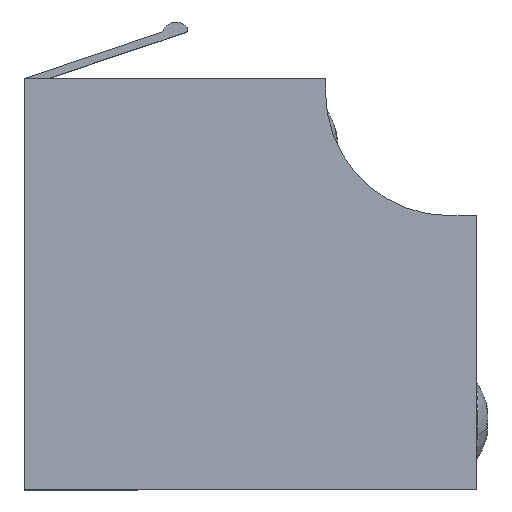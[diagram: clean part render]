
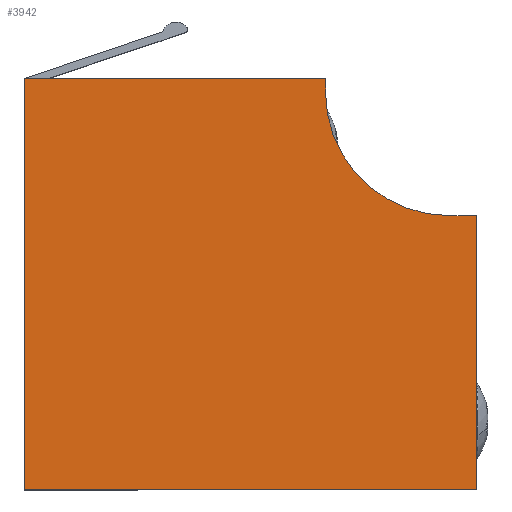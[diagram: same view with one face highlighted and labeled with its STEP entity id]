
A CAD part, top view. The second image highlights one B-rep face of the part: STEP entity #3942.
In plain terms, the highlighted planar face has unit normal (0, 0, 1).
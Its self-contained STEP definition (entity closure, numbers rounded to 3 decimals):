
#50 = ORIENTED_EDGE ( 'NONE', *, *, #2173, .T. ) ;
#79 = EDGE_CURVE ( 'NONE', #1576, #4223, #4361, .T. ) ;
#172 = CARTESIAN_POINT ( 'NONE',  ( -58.485, 58.562, 15. ) ) ;
#346 = AXIS2_PLACEMENT_3D ( 'NONE', #2784, #3811, #3826 ) ;
#405 = CARTESIAN_POINT ( 'NONE',  ( -56.485, 58.562, 15. ) ) ;
#549 = EDGE_CURVE ( 'NONE', #4078, #1576, #731, .T. ) ;
#567 = VECTOR ( 'NONE', #742, 1000. ) ;
#731 = LINE ( 'NONE', #1781, #4411 ) ;
#742 = DIRECTION ( 'NONE',  ( -1., 0., 0. ) ) ;
#788 = VECTOR ( 'NONE', #1999, 1000. ) ;
#804 = EDGE_CURVE ( 'NONE', #2050, #4466, #948, .T. ) ;
#891 = DIRECTION ( 'NONE',  ( 0., -1., 0. ) ) ;
#948 = LINE ( 'NONE', #981, #1788 ) ;
#981 = CARTESIAN_POINT ( 'NONE',  ( -67.485, 67.562, 15. ) ) ;
#1003 = CARTESIAN_POINT ( 'NONE',  ( -67.485, 68.562, 15. ) ) ;
#1007 = DIRECTION ( 'NONE',  ( 0., 0., -1. ) ) ;
#1085 = ORIENTED_EDGE ( 'NONE', *, *, #549, .T. ) ;
#1373 = PLANE ( 'NONE',  #2022 ) ;
#1395 = LINE ( 'NONE', #3781, #3664 ) ;
#1438 = VERTEX_POINT ( 'NONE', #172 ) ;
#1510 = CIRCLE ( 'NONE', #346, 9. ) ;
#1537 = CARTESIAN_POINT ( 'NONE',  ( -67.485, 67.562, 15. ) ) ;
#1576 = VERTEX_POINT ( 'NONE', #1672 ) ;
#1672 = CARTESIAN_POINT ( 'NONE',  ( -56.485, 38.562, 15. ) ) ;
#1781 = CARTESIAN_POINT ( 'NONE',  ( -89.485, 38.562, 15. ) ) ;
#1788 = VECTOR ( 'NONE', #4189, 1000. ) ;
#1906 = CARTESIAN_POINT ( 'NONE',  ( -56.485, 58.562, 15. ) ) ;
#1987 = CARTESIAN_POINT ( 'NONE',  ( -56.485, 38.562, 15. ) ) ;
#1999 = DIRECTION ( 'NONE',  ( 0., 1., 0. ) ) ;
#2022 = AXIS2_PLACEMENT_3D ( 'NONE', #3875, #1007, #3552 ) ;
#2047 = ORIENTED_EDGE ( 'NONE', *, *, #79, .T. ) ;
#2050 = VERTEX_POINT ( 'NONE', #1537 ) ;
#2106 = EDGE_LOOP ( 'NONE', ( #2325, #3910, #1085, #2047, #2707, #50, #4364 ) ) ;
#2173 = EDGE_CURVE ( 'NONE', #1438, #2050, #1510, .T. ) ;
#2325 = ORIENTED_EDGE ( 'NONE', *, *, #3888, .T. ) ;
#2649 = VECTOR ( 'NONE', #891, 1000. ) ;
#2707 = ORIENTED_EDGE ( 'NONE', *, *, #2965, .T. ) ;
#2739 = DIRECTION ( 'NONE',  ( -1., 0., 0. ) ) ;
#2784 = CARTESIAN_POINT ( 'NONE',  ( -58.485, 67.562, 15. ) ) ;
#2795 = CARTESIAN_POINT ( 'NONE',  ( -89.485, 68.562, 15. ) ) ;
#2884 = VERTEX_POINT ( 'NONE', #2795 ) ;
#2892 = CARTESIAN_POINT ( 'NONE',  ( -89.485, 38.562, 15. ) ) ;
#2965 = EDGE_CURVE ( 'NONE', #4223, #1438, #3128, .T. ) ;
#3018 = CARTESIAN_POINT ( 'NONE',  ( -89.485, 68.562, 15. ) ) ;
#3120 = FACE_OUTER_BOUND ( 'NONE', #2106, .T. ) ;
#3128 = LINE ( 'NONE', #405, #567 ) ;
#3552 = DIRECTION ( 'NONE',  ( -1., 0., 0. ) ) ;
#3664 = VECTOR ( 'NONE', #2739, 1000. ) ;
#3781 = CARTESIAN_POINT ( 'NONE',  ( -67.485, 68.562, 15. ) ) ;
#3811 = DIRECTION ( 'NONE',  ( 0., 0., -1. ) ) ;
#3826 = DIRECTION ( 'NONE',  ( -1., 0., 0. ) ) ;
#3875 = CARTESIAN_POINT ( 'NONE',  ( -58.485, 67.562, 15. ) ) ;
#3888 = EDGE_CURVE ( 'NONE', #4466, #2884, #1395, .T. ) ;
#3910 = ORIENTED_EDGE ( 'NONE', *, *, #4399, .T. ) ;
#3942 = ADVANCED_FACE ( 'NONE', ( #3120 ), #1373, .F. ) ;
#4036 = LINE ( 'NONE', #3018, #2649 ) ;
#4078 = VERTEX_POINT ( 'NONE', #2892 ) ;
#4189 = DIRECTION ( 'NONE',  ( 0., 1., 0. ) ) ;
#4223 = VERTEX_POINT ( 'NONE', #1906 ) ;
#4361 = LINE ( 'NONE', #1987, #788 ) ;
#4364 = ORIENTED_EDGE ( 'NONE', *, *, #804, .T. ) ;
#4389 = DIRECTION ( 'NONE',  ( 1., 0., 0. ) ) ;
#4399 = EDGE_CURVE ( 'NONE', #2884, #4078, #4036, .T. ) ;
#4411 = VECTOR ( 'NONE', #4389, 1000. ) ;
#4466 = VERTEX_POINT ( 'NONE', #1003 ) ;
